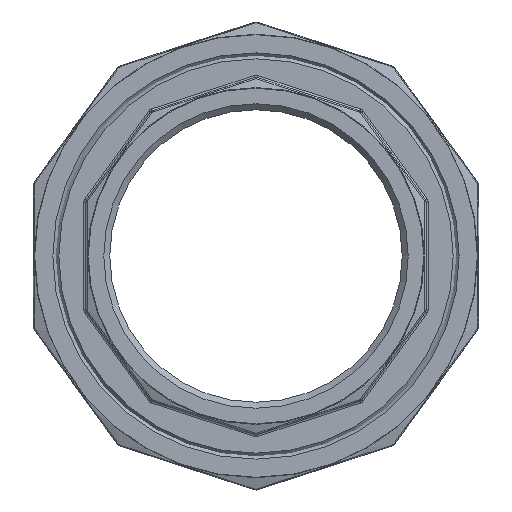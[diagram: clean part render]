
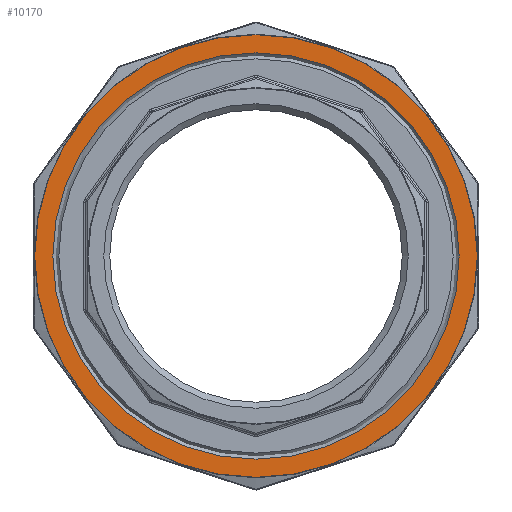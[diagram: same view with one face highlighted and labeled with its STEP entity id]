
A CAD part, left-side view. The second image highlights one B-rep face of the part: STEP entity #10170.
In plain terms, the highlighted planar face has unit normal (-1, 0, 0).
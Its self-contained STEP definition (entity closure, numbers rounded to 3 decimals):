
#1312 = DIRECTION ( 'NONE',  ( 0., 1., 0. ) ) ;
#2085 = AXIS2_PLACEMENT_3D ( 'NONE', #3188, #14674, #9837 ) ;
#3188 = CARTESIAN_POINT ( 'NONE',  ( -18., 63.685, 0. ) ) ;
#4548 = FACE_OUTER_BOUND ( 'NONE', #8616, .T. ) ;
#6971 = CARTESIAN_POINT ( 'NONE',  ( -18., 0., 0. ) ) ;
#7086 = DIRECTION ( 'NONE',  ( -1., 0., 0. ) ) ;
#7174 = CARTESIAN_POINT ( 'NONE',  ( -18., 50.165, 0. ) ) ;
#8613 = ORIENTED_EDGE ( 'NONE', *, *, #14671, .T. ) ;
#8616 = EDGE_LOOP ( 'NONE', ( #18144 ) ) ;
#9404 = AXIS2_PLACEMENT_3D ( 'NONE', #11079, #10970, #1312 ) ;
#9762 = CIRCLE ( 'NONE', #9404, 50.165 ) ;
#9837 = DIRECTION ( 'NONE',  ( 0., -1., 0. ) ) ;
#9942 = FACE_BOUND ( 'NONE', #19465, .T. ) ;
#10170 = ADVANCED_FACE ( 'NONE', ( #4548, #9942 ), #19318, .T. ) ;
#10559 = DIRECTION ( 'NONE',  ( 0., -1., 0. ) ) ;
#10970 = DIRECTION ( 'NONE',  ( 1., 0., 0. ) ) ;
#11079 = CARTESIAN_POINT ( 'NONE',  ( -18., 0., 0. ) ) ;
#11919 = AXIS2_PLACEMENT_3D ( 'NONE', #6971, #7086, #10559 ) ;
#14671 = EDGE_CURVE ( 'NONE', #19037, #19037, #9762, .T. ) ;
#14674 = DIRECTION ( 'NONE',  ( -1., 0., 0. ) ) ;
#15795 = CARTESIAN_POINT ( 'NONE',  ( -18., -54.647, 0. ) ) ;
#17101 = EDGE_CURVE ( 'NONE', #18718, #18718, #17763, .T. ) ;
#17763 = CIRCLE ( 'NONE', #11919, 54.647 ) ;
#18144 = ORIENTED_EDGE ( 'NONE', *, *, #17101, .T. ) ;
#18718 = VERTEX_POINT ( 'NONE', #15795 ) ;
#19037 = VERTEX_POINT ( 'NONE', #7174 ) ;
#19318 = PLANE ( 'NONE',  #2085 ) ;
#19465 = EDGE_LOOP ( 'NONE', ( #8613 ) ) ;
